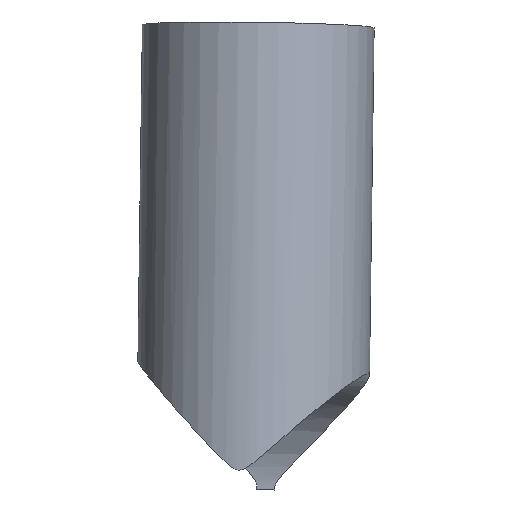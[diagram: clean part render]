
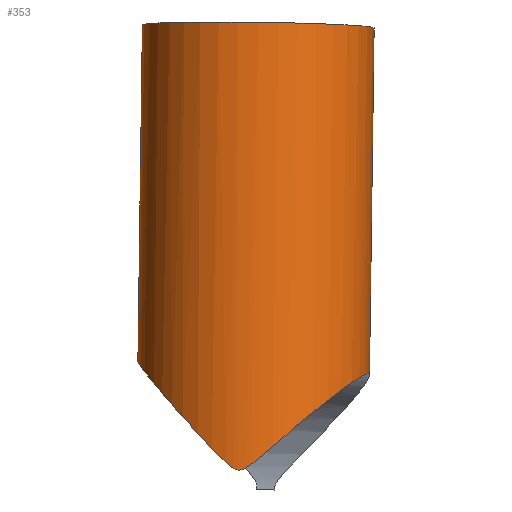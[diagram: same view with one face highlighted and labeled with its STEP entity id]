
A CAD part, top view. The second image highlights one B-rep face of the part: STEP entity #353.
In plain terms, the highlighted cylindrical face has radius 12.5 mm (diameter 25 mm), a partial arc.
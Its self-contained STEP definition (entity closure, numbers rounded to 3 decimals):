
#124=CARTESIAN_POINT('Vertex',(-1815.562,-298.194,119.386)) ;
#128=CARTESIAN_POINT('Control Point',(-1815.562,-298.194,119.386)) ;
#129=CARTESIAN_POINT('Control Point',(-1815.561,-298.1,120.009)) ;
#130=CARTESIAN_POINT('Control Point',(-1815.607,-298.049,120.638)) ;
#131=CARTESIAN_POINT('Control Point',(-1815.702,-298.044,121.26)) ;
#132=CARTESIAN_POINT('Vertex',(-1815.702,-298.044,121.26)) ;
#233=CARTESIAN_POINT('Control Point',(-1840.543,-296.648,119.345)) ;
#234=CARTESIAN_POINT('Control Point',(-1840.544,-296.724,120.219)) ;
#235=CARTESIAN_POINT('Control Point',(-1840.471,-296.88,121.086)) ;
#236=CARTESIAN_POINT('Control Point',(-1840.325,-297.109,121.929)) ;
#237=CARTESIAN_POINT('Control Point',(-1839.828,-297.81,123.872)) ;
#238=CARTESIAN_POINT('Control Point',(-1839.029,-298.811,125.58)) ;
#239=CARTESIAN_POINT('Control Point',(-1838.482,-299.472,126.488)) ;
#240=CARTESIAN_POINT('Control Point',(-1837.185,-301.004,128.242)) ;
#241=CARTESIAN_POINT('Control Point',(-1835.671,-302.725,129.606)) ;
#242=CARTESIAN_POINT('Control Point',(-1834.817,-303.677,130.229)) ;
#243=CARTESIAN_POINT('Control Point',(-1833.59,-305.034,130.953)) ;
#244=CARTESIAN_POINT('Control Point',(-1832.291,-306.402,131.494)) ;
#245=CARTESIAN_POINT('Control Point',(-1831.922,-306.781,131.631)) ;
#246=CARTESIAN_POINT('Control Point',(-1831.379,-307.334,131.809)) ;
#247=CARTESIAN_POINT('Control Point',(-1830.795,-307.851,131.96)) ;
#248=CARTESIAN_POINT('Control Point',(-1830.613,-308.,132.002)) ;
#249=CARTESIAN_POINT('Control Point',(-1830.29,-308.246,132.072)) ;
#250=CARTESIAN_POINT('Control Point',(-1829.917,-308.402,132.133)) ;
#251=CARTESIAN_POINT('Control Point',(-1829.759,-308.442,132.155)) ;
#252=CARTESIAN_POINT('Control Point',(-1829.385,-308.439,132.198)) ;
#253=CARTESIAN_POINT('Control Point',(-1829.038,-308.286,132.22)) ;
#254=CARTESIAN_POINT('Control Point',(-1828.843,-308.172,132.227)) ;
#255=CARTESIAN_POINT('Control Point',(-1828.526,-307.965,132.232)) ;
#256=CARTESIAN_POINT('Control Point',(-1828.223,-307.739,132.227)) ;
#257=CARTESIAN_POINT('Control Point',(-1828.09,-307.637,132.224)) ;
#258=CARTESIAN_POINT('Control Point',(-1827.471,-307.148,132.197)) ;
#259=CARTESIAN_POINT('Control Point',(-1826.873,-306.634,132.133)) ;
#260=CARTESIAN_POINT('Control Point',(-1826.403,-306.232,132.062)) ;
#261=CARTESIAN_POINT('Control Point',(-1824.877,-304.915,131.757)) ;
#262=CARTESIAN_POINT('Control Point',(-1823.382,-303.629,131.22)) ;
#263=CARTESIAN_POINT('Control Point',(-1822.361,-302.768,130.73)) ;
#264=CARTESIAN_POINT('Control Point',(-1820.402,-301.15,129.514)) ;
#265=CARTESIAN_POINT('Control Point',(-1818.648,-299.792,127.778)) ;
#266=CARTESIAN_POINT('Control Point',(-1817.846,-299.201,126.781)) ;
#267=CARTESIAN_POINT('Control Point',(-1816.825,-298.509,125.107)) ;
#268=CARTESIAN_POINT('Control Point',(-1816.131,-298.151,123.204)) ;
#269=CARTESIAN_POINT('Control Point',(-1815.945,-298.074,122.567)) ;
#270=CARTESIAN_POINT('Control Point',(-1815.801,-298.038,121.917)) ;
#271=CARTESIAN_POINT('Control Point',(-1815.702,-298.044,121.26)) ;
#272=CARTESIAN_POINT('Vertex',(-1840.543,-296.648,119.345)) ;
#322=CARTESIAN_POINT('Axis2P3D Location',(-1827.77,-276.322,118.643)) ;
#327=CARTESIAN_POINT('Line Origine',(-1815.272,-276.489,118.643)) ;
#331=CARTESIAN_POINT('Vertex',(-1815.061,-260.719,118.103)) ;
#334=CARTESIAN_POINT('Axis2P3D Location',(-1827.56,-260.552,118.103)) ;
#338=CARTESIAN_POINT('Vertex',(-1840.058,-260.384,118.103)) ;
#341=CARTESIAN_POINT('Line Origine',(-1840.269,-276.155,118.643)) ;
#323=DIRECTION('Axis2P3D Direction',(0.013,0.999,-0.034)) ;
#324=DIRECTION('Axis2P3D XDirection',(-1.,0.013,0.)) ;
#328=DIRECTION('Vector Direction',(0.013,0.999,-0.034)) ;
#335=DIRECTION('Axis2P3D Direction',(0.013,0.999,-0.034)) ;
#342=DIRECTION('Vector Direction',(0.013,0.999,-0.034)) ;
#325=AXIS2_PLACEMENT_3D('Cylinder Axis2P3D',#322,#323,#324) ;
#336=AXIS2_PLACEMENT_3D('Circle Axis2P3D',#334,#335,$) ;
#347=ORIENTED_EDGE('',*,*,#333,.T.) ;
#348=ORIENTED_EDGE('',*,*,#340,.F.) ;
#349=ORIENTED_EDGE('',*,*,#345,.F.) ;
#350=ORIENTED_EDGE('',*,*,#274,.T.) ;
#351=ORIENTED_EDGE('',*,*,#134,.F.) ;
#329=VECTOR('Line Direction',#328,1.) ;
#343=VECTOR('Line Direction',#342,1.) ;
#353=ADVANCED_FACE('Corps principal',(#352),#326,.T.) ;
#127=B_SPLINE_CURVE_WITH_KNOTS('',3,(#128,#129,#130,#131),.UNSPECIFIED.,.F.,.U.,(4,4),(0.,2.67),.UNSPECIFIED.) ;
#232=B_SPLINE_CURVE_WITH_KNOTS('',5,(#233,#234,#235,#236,#237,#238,#239,#240,#241,#242,#243,#244,#245,#246,#247,#248,#249,#250,#251,#252,#253,#254,#255,#256,#257,#258,#259,#260,#261,#262,#263,#264,#265,#266,#267,#268,#269,#270,#271),.UNSPECIFIED.,.F.,.U.,(6,3,3,3,3,3,3,3,3,3,3,3,6),(0.,6.203,14.959,24.977,28.836,30.59,31.716,33.207,34.388,38.79,48.794,58.59,63.288),.UNSPECIFIED.) ;
#337=CIRCLE('generated circle',#336,12.5) ;
#326=CYLINDRICAL_SURFACE('generated cylinder',#325,12.5) ;
#134=EDGE_CURVE('',#125,#133,#127,.T.) ;
#274=EDGE_CURVE('',#273,#133,#232,.T.) ;
#333=EDGE_CURVE('',#125,#332,#330,.T.) ;
#340=EDGE_CURVE('',#339,#332,#337,.T.) ;
#345=EDGE_CURVE('',#273,#339,#344,.T.) ;
#346=EDGE_LOOP('',(#347,#348,#349,#350,#351)) ;
#352=FACE_OUTER_BOUND('',#346,.T.) ;
#330=LINE('Line',#327,#329) ;
#344=LINE('Line',#341,#343) ;
#125=VERTEX_POINT('',#124) ;
#133=VERTEX_POINT('',#132) ;
#273=VERTEX_POINT('',#272) ;
#332=VERTEX_POINT('',#331) ;
#339=VERTEX_POINT('',#338) ;
